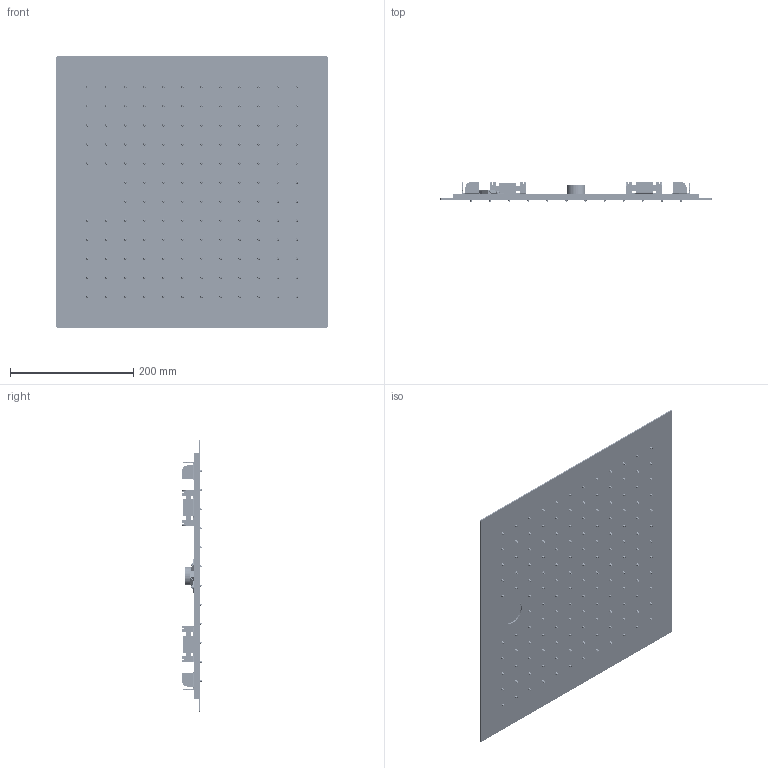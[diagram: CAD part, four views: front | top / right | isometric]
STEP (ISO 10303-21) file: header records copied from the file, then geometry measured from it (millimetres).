
FILE_DESCRIPTION(('STEP AP214'),'1');
FILE_NAME('Art.39158.stp','2022-09-05T09:01:40',(' '),(' '),'Spatial InterOp 3D',' ',' ');
FILE_SCHEMA(('AUTOMOTIVE_DESIGN { 1 0 10303 214 1 1 1 1 }'));
Length unit declared in the file: millimetre
Products named in the file (1): Art.39158
Bounding box: 440 x 32.8 x 440 mm (x, y, z)
Volume: 772137.5 mm3; surface area: 750191.7 mm2
Topology: 1 solids, 55 shells, 4101 faces, 9553 edges, 6142 vertices
Faces by surface type: torus 1289, plane 1224, cylinder 1132, cone 440, bspline 16
Full cylindrical faces by diameter (mm): 1.5 x140, 1.7 x140, 2.5 x32, 3 x36, 3.2 x34, 4.3 x34, 5 x32, 5.1 x32, 6 x34, 6.7 x2, 7 x32, 10 x140, 14 x1, 16.4 x1, 18.631 x1, 28 x1, 28.2 x1, 30 x1, 39.1 x1, 41 x1, 41.1 x1, 41.2 x1, 42 x1, 67.2 x1
Entity records: 132025 total; most frequent: DIRECTION 18076, CARTESIAN_POINT 17896, ORIENTED_EDGE 12536, AXIS2_PLACEMENT_3D 8042, EDGE_LOOP 7328, EDGE_CURVE 6268, FACE_OUTER_BOUND 6074, VERTEX_POINT 5142
